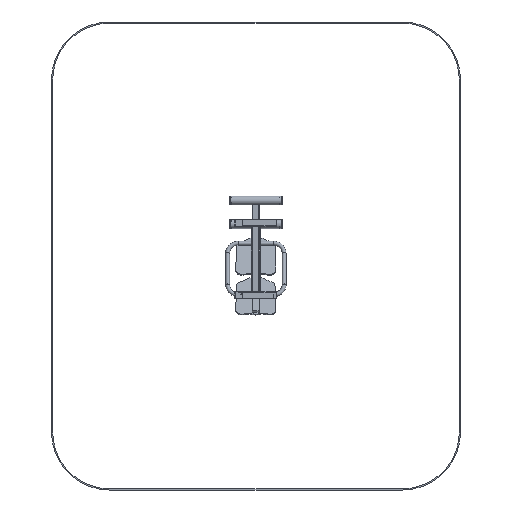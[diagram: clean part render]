
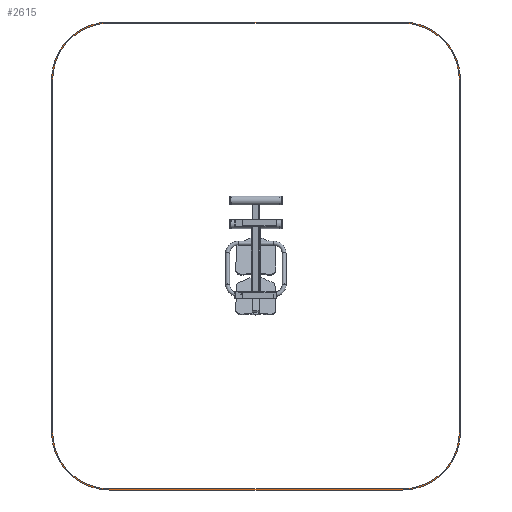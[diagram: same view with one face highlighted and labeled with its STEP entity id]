
A CAD part, front view. The second image highlights one B-rep face of the part: STEP entity #2615.
In plain terms, the highlighted planar face has unit normal (0, -1, 0).
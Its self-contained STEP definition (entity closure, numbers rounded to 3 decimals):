
#2615=ADVANCED_FACE('',(#4821,#4823),#4825,.T.);
#4821=FACE_BOUND('',#4822,.T.);
#4822=EDGE_LOOP('',(#7909,#7910,#7911,#7912,#7913,#7914,#7915,#7916));
#4823=FACE_BOUND('',#4824,.T.);
#4824=EDGE_LOOP('',(#7917,#7918,#7919,#7920,#7921,#7922,#7923,#7924));
#4825=PLANE('',#4826);
#4826=AXIS2_PLACEMENT_3D('',#4827,#4828,#4829);
#4827=CARTESIAN_POINT('',(0.,-40.,0.));
#4828=DIRECTION('',(0.,-1.,0.));
#4829=DIRECTION('',(0.,0.,-1.));
#7909=ORIENTED_EDGE('',*,*,#9963,.T.);
#7910=ORIENTED_EDGE('',*,*,#9967,.T.);
#7911=ORIENTED_EDGE('',*,*,#9970,.T.);
#7912=ORIENTED_EDGE('',*,*,#9973,.T.);
#7913=ORIENTED_EDGE('',*,*,#9976,.T.);
#7914=ORIENTED_EDGE('',*,*,#9979,.T.);
#7915=ORIENTED_EDGE('',*,*,#9982,.T.);
#7916=ORIENTED_EDGE('',*,*,#9984,.T.);
#7917=ORIENTED_EDGE('',*,*,#9987,.T.);
#7918=ORIENTED_EDGE('',*,*,#9991,.T.);
#7919=ORIENTED_EDGE('',*,*,#9994,.T.);
#7920=ORIENTED_EDGE('',*,*,#9997,.T.);
#7921=ORIENTED_EDGE('',*,*,#10000,.T.);
#7922=ORIENTED_EDGE('',*,*,#10003,.T.);
#7923=ORIENTED_EDGE('',*,*,#10006,.T.);
#7924=ORIENTED_EDGE('',*,*,#10008,.T.);
#9963=EDGE_CURVE('',#11024,#11022,#11025,.T.);
#9967=EDGE_CURVE('',#11022,#11029,#11031,.T.);
#9970=EDGE_CURVE('',#11029,#11034,#11036,.T.);
#9973=EDGE_CURVE('',#11034,#11039,#11041,.T.);
#9976=EDGE_CURVE('',#11039,#11044,#11046,.T.);
#9979=EDGE_CURVE('',#11044,#11049,#11051,.T.);
#9982=EDGE_CURVE('',#11049,#11054,#11056,.T.);
#9984=EDGE_CURVE('',#11054,#11024,#11058,.T.);
#9987=EDGE_CURVE('',#11064,#11062,#11065,.T.);
#9991=EDGE_CURVE('',#11062,#11069,#11071,.T.);
#9994=EDGE_CURVE('',#11069,#11074,#11076,.T.);
#9997=EDGE_CURVE('',#11074,#11079,#11081,.T.);
#10000=EDGE_CURVE('',#11079,#11084,#11086,.T.);
#10003=EDGE_CURVE('',#11084,#11089,#11091,.T.);
#10006=EDGE_CURVE('',#11089,#11094,#11096,.T.);
#10008=EDGE_CURVE('',#11094,#11064,#11098,.T.);
#11022=VERTEX_POINT('',#12780);
#11024=VERTEX_POINT('',#12784);
#11025=CIRCLE('',#12785,500.);
#11029=VERTEX_POINT('',#12796);
#11031=LINE('',#12800,#12801);
#11034=VERTEX_POINT('',#12808);
#11036=CIRCLE('',#12812,500.);
#11039=VERTEX_POINT('',#12820);
#11041=LINE('',#12824,#12825);
#11044=VERTEX_POINT('',#12832);
#11046=CIRCLE('',#12836,500.);
#11049=VERTEX_POINT('',#12844);
#11051=LINE('',#12848,#12849);
#11054=VERTEX_POINT('',#12856);
#11056=CIRCLE('',#12860,500.);
#11058=LINE('',#12867,#12868);
#11062=VERTEX_POINT('',#12875);
#11064=VERTEX_POINT('',#12879);
#11065=LINE('',#12880,#12881);
#11069=VERTEX_POINT('',#12891);
#11071=CIRCLE('',#12895,490.);
#11074=VERTEX_POINT('',#12903);
#11076=LINE('',#12907,#12908);
#11079=VERTEX_POINT('',#12915);
#11081=CIRCLE('',#12919,490.);
#11084=VERTEX_POINT('',#12927);
#11086=LINE('',#12931,#12932);
#11089=VERTEX_POINT('',#12939);
#11091=CIRCLE('',#12943,490.);
#11094=VERTEX_POINT('',#12951);
#11096=LINE('',#12955,#12956);
#11098=CIRCLE('',#12962,490.);
#12780=CARTESIAN_POINT('',(-1227.2,-40.,-2306.));
#12784=CARTESIAN_POINT('',(-1727.2,-40.,-1806.));
#12785=AXIS2_PLACEMENT_3D('',#12786,#12787,#12788);
#12786=CARTESIAN_POINT('',(-1227.2,-40.,-1806.));
#12787=DIRECTION('',(0.,-1.,0.));
#12788=DIRECTION('',(-1.,0.,0.));
#12796=CARTESIAN_POINT('',(1290.,-40.,-2306.));
#12800=CARTESIAN_POINT('',(-1227.2,-40.,-2306.));
#12801=VECTOR('',#12802,1.);
#12802=DIRECTION('',(1.,0.,0.));
#12808=CARTESIAN_POINT('',(1790.,-40.,-1806.));
#12812=AXIS2_PLACEMENT_3D('',#12813,#12814,#12815);
#12813=CARTESIAN_POINT('',(1290.,-40.,-1806.));
#12814=DIRECTION('',(0.,-1.,0.));
#12815=DIRECTION('',(0.,0.,-1.));
#12820=CARTESIAN_POINT('',(1790.,-40.,1217.96));
#12824=CARTESIAN_POINT('',(1790.,-40.,-1806.));
#12825=VECTOR('',#12826,1.);
#12826=DIRECTION('',(0.,0.,1.));
#12832=CARTESIAN_POINT('',(1290.,-40.,1717.96));
#12836=AXIS2_PLACEMENT_3D('',#12837,#12838,#12839);
#12837=CARTESIAN_POINT('',(1290.,-40.,1217.96));
#12838=DIRECTION('',(0.,-1.,0.));
#12839=DIRECTION('',(1.,0.,0.));
#12844=CARTESIAN_POINT('',(-1227.2,-40.,1717.96));
#12848=CARTESIAN_POINT('',(1290.,-40.,1717.96));
#12849=VECTOR('',#12850,1.);
#12850=DIRECTION('',(-1.,0.,0.));
#12856=CARTESIAN_POINT('',(-1727.2,-40.,1217.96));
#12860=AXIS2_PLACEMENT_3D('',#12861,#12862,#12863);
#12861=CARTESIAN_POINT('',(-1227.2,-40.,1217.96));
#12862=DIRECTION('',(0.,-1.,0.));
#12863=DIRECTION('',(0.,0.,1.));
#12867=CARTESIAN_POINT('',(-1727.2,-40.,1217.96));
#12868=VECTOR('',#12869,1.);
#12869=DIRECTION('',(0.,0.,-1.));
#12875=CARTESIAN_POINT('',(-1717.2,-40.,1217.96));
#12879=CARTESIAN_POINT('',(-1717.2,-40.,-1806.));
#12880=CARTESIAN_POINT('',(-1717.2,-40.,-1806.));
#12881=VECTOR('',#12882,1.);
#12882=DIRECTION('',(0.,0.,1.));
#12891=CARTESIAN_POINT('',(-1227.2,-40.,1707.96));
#12895=AXIS2_PLACEMENT_3D('',#12896,#12897,#12898);
#12896=CARTESIAN_POINT('',(-1227.2,-40.,1217.96));
#12897=DIRECTION('',(0.,1.,0.));
#12898=DIRECTION('',(-1.,0.,0.));
#12903=CARTESIAN_POINT('',(1290.,-40.,1707.96));
#12907=CARTESIAN_POINT('',(-1227.2,-40.,1707.96));
#12908=VECTOR('',#12909,1.);
#12909=DIRECTION('',(1.,0.,0.));
#12915=CARTESIAN_POINT('',(1780.,-40.,1217.96));
#12919=AXIS2_PLACEMENT_3D('',#12920,#12921,#12922);
#12920=CARTESIAN_POINT('',(1290.,-40.,1217.96));
#12921=DIRECTION('',(0.,1.,0.));
#12922=DIRECTION('',(0.,0.,1.));
#12927=CARTESIAN_POINT('',(1780.,-40.,-1806.));
#12931=CARTESIAN_POINT('',(1780.,-40.,1217.96));
#12932=VECTOR('',#12933,1.);
#12933=DIRECTION('',(0.,0.,-1.));
#12939=CARTESIAN_POINT('',(1290.,-40.,-2296.));
#12943=AXIS2_PLACEMENT_3D('',#12944,#12945,#12946);
#12944=CARTESIAN_POINT('',(1290.,-40.,-1806.));
#12945=DIRECTION('',(0.,1.,0.));
#12946=DIRECTION('',(1.,0.,0.));
#12951=CARTESIAN_POINT('',(-1227.2,-40.,-2296.));
#12955=CARTESIAN_POINT('',(1290.,-40.,-2296.));
#12956=VECTOR('',#12957,1.);
#12957=DIRECTION('',(-1.,0.,0.));
#12962=AXIS2_PLACEMENT_3D('',#12963,#12964,#12965);
#12963=CARTESIAN_POINT('',(-1227.2,-40.,-1806.));
#12964=DIRECTION('',(0.,1.,0.));
#12965=DIRECTION('',(0.,0.,-1.));
